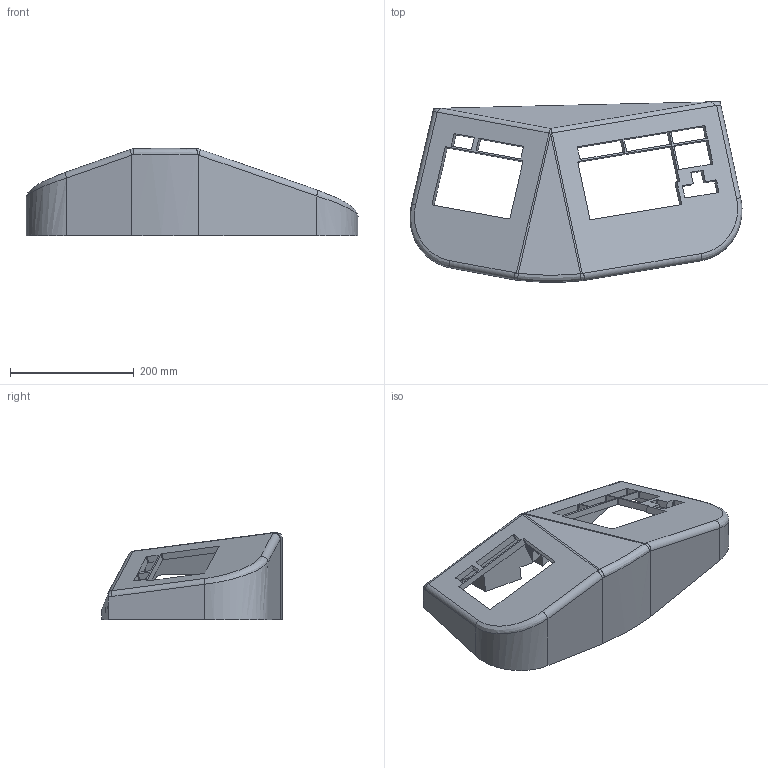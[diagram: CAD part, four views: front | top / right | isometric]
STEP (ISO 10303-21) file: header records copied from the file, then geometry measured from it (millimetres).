
FILE_DESCRIPTION(('FreeCAD Model'),'2;1');
FILE_NAME('tmpV68Hac','2018-10-28T15:35:42',('FreeCAD'),('FreeCAD') ,'Open CASCADE STEP processor 7.2','FreeCAD','Unknown');
FILE_SCHEMA(('AUTOMOTIVE_DESIGN { 1 0 10303 214 1 1 1 1 }'));
Products named in the file (1): Open CASCADE STEP translator 7.2 1
Bounding box: 537.13 x 292.43 x 141.13 mm (x, y, z)
Volume: 5786539.9 mm3; surface area: 427419.1 mm2
Topology: 1 solids, 1 shells, 679 faces, 1967 edges, 1306 vertices
Faces by surface type: plane 627, cylinder 41, bspline 8, extrusion 3
Full cylindrical faces by diameter (mm): 2.5 x3, 3.4 x2, 4.2 x12, 19.5 x1
Entity records: 50764 total; most frequent: CARTESIAN_POINT 12840, DIRECTION 6468, VECTOR 4927, LINE 4924, ORIENTED_EDGE 3934, PCURVE 3934, DEFINITIONAL_REPRESENTATION 3934, EDGE_CURVE 1967
